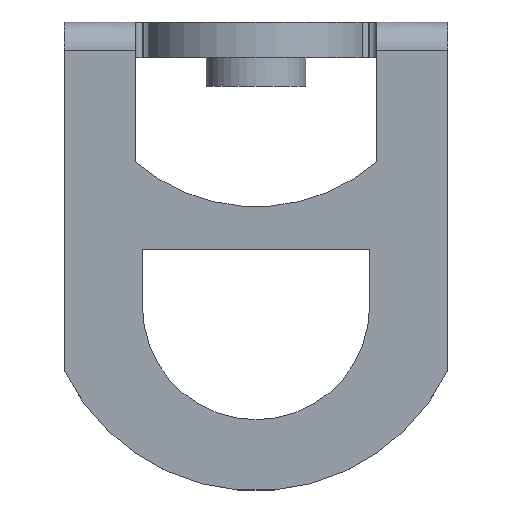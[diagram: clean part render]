
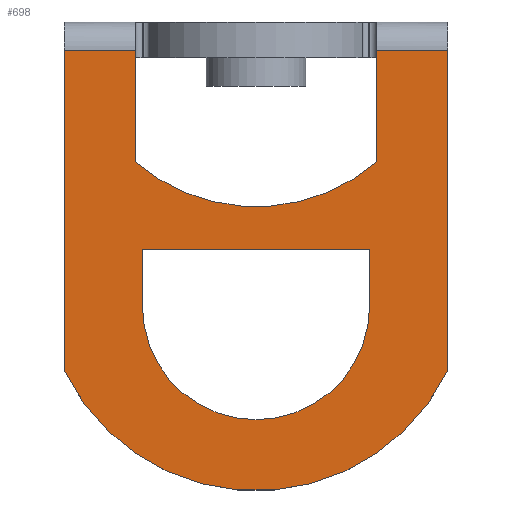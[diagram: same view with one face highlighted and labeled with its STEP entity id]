
A CAD part, top view. The second image highlights one B-rep face of the part: STEP entity #698.
In plain terms, the highlighted planar face has unit normal (0, 0, 1).
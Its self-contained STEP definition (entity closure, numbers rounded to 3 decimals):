
#4 = LINE ( 'NONE', #1061, #662 ) ;
#17 = VERTEX_POINT ( 'NONE', #164 ) ;
#19 = DIRECTION ( 'NONE',  ( 0., 1., 0. ) ) ;
#23 = CARTESIAN_POINT ( 'NONE',  ( 81.38, 246.172, 2.5 ) ) ;
#47 = ORIENTED_EDGE ( 'NONE', *, *, #340, .F. ) ;
#50 = VECTOR ( 'NONE', #19, 1000. ) ;
#53 = VERTEX_POINT ( 'NONE', #23 ) ;
#56 = VERTEX_POINT ( 'NONE', #78 ) ;
#66 = LINE ( 'NONE', #221, #96 ) ;
#78 = CARTESIAN_POINT ( 'NONE',  ( 102.88, 241.633, 2.5 ) ) ;
#81 = VERTEX_POINT ( 'NONE', #934 ) ;
#95 = CARTESIAN_POINT ( 'NONE',  ( 81.38, 0., 2.5 ) ) ;
#96 = VECTOR ( 'NONE', #275, 1000. ) ;
#111 = DIRECTION ( 'NONE',  ( 0., -1., 0. ) ) ;
#115 = EDGE_CURVE ( 'NONE', #81, #413, #4, .T. ) ;
#131 = EDGE_CURVE ( 'NONE', #1122, #81, #66, .T. ) ;
#140 = CARTESIAN_POINT ( 'NONE',  ( 89.38, 266.172, 2.5 ) ) ;
#149 = DIRECTION ( 'NONE',  ( 0., 0., 1. ) ) ;
#164 = CARTESIAN_POINT ( 'NONE',  ( 80.88, 264.172, 2.5 ) ) ;
#183 = LINE ( 'NONE', #271, #766 ) ;
#185 = AXIS2_PLACEMENT_3D ( 'NONE', #140, #186, #640 ) ;
#186 = DIRECTION ( 'NONE',  ( 0., 0., 1. ) ) ;
#207 = DIRECTION ( 'NONE',  ( 1., 0., 0. ) ) ;
#208 = DIRECTION ( 'NONE',  ( -1., 0., 0. ) ) ;
#221 = CARTESIAN_POINT ( 'NONE',  ( 97.38, 0., 2.5 ) ) ;
#237 = VERTEX_POINT ( 'NONE', #970 ) ;
#239 = ORIENTED_EDGE ( 'NONE', *, *, #310, .F. ) ;
#254 = VECTOR ( 'NONE', #111, 1000. ) ;
#269 = DIRECTION ( 'NONE',  ( 0., -1., 0. ) ) ;
#271 = CARTESIAN_POINT ( 'NONE',  ( 0., 264.172, 2.5 ) ) ;
#275 = DIRECTION ( 'NONE',  ( 0., 1., 0. ) ) ;
#284 = CARTESIAN_POINT ( 'NONE',  ( 75.88, 0., 2.5 ) ) ;
#288 = EDGE_CURVE ( 'NONE', #780, #56, #867, .T. ) ;
#310 = EDGE_CURVE ( 'NONE', #53, #1122, #985, .T. ) ;
#311 = DIRECTION ( 'NONE',  ( 1., 0., 0. ) ) ;
#317 = FACE_OUTER_BOUND ( 'NONE', #1075, .T. ) ;
#327 = DIRECTION ( 'NONE',  ( 1., 0., 0. ) ) ;
#340 = EDGE_CURVE ( 'NONE', #237, #680, #183, .T. ) ;
#353 = ORIENTED_EDGE ( 'NONE', *, *, #1059, .F. ) ;
#384 = CARTESIAN_POINT ( 'NONE',  ( 75.88, 264.172, 2.5 ) ) ;
#398 = EDGE_CURVE ( 'NONE', #476, #780, #1083, .T. ) ;
#409 = CARTESIAN_POINT ( 'NONE',  ( 81.38, 250.172, 2.5 ) ) ;
#413 = VERTEX_POINT ( 'NONE', #409 ) ;
#442 = EDGE_CURVE ( 'NONE', #680, #56, #933, .T. ) ;
#476 = VERTEX_POINT ( 'NONE', #384 ) ;
#514 = ORIENTED_EDGE ( 'NONE', *, *, #995, .F. ) ;
#536 = LINE ( 'NONE', #95, #1068 ) ;
#546 = VERTEX_POINT ( 'NONE', #1101 ) ;
#561 = CARTESIAN_POINT ( 'NONE',  ( 97.88, 0., 2.5 ) ) ;
#573 = FACE_BOUND ( 'NONE', #763, .T. ) ;
#597 = ORIENTED_EDGE ( 'NONE', *, *, #941, .F. ) ;
#628 = ORIENTED_EDGE ( 'NONE', *, *, #442, .F. ) ;
#631 = VECTOR ( 'NONE', #1052, 1000. ) ;
#634 = CARTESIAN_POINT ( 'NONE',  ( 80.88, 0., 2.5 ) ) ;
#640 = DIRECTION ( 'NONE',  ( 1., 0., 0. ) ) ;
#662 = VECTOR ( 'NONE', #208, 1000. ) ;
#670 = DIRECTION ( 'NONE',  ( 0., 1., 0. ) ) ;
#677 = ORIENTED_EDGE ( 'NONE', *, *, #1020, .T. ) ;
#680 = VERTEX_POINT ( 'NONE', #1168 ) ;
#698 = ADVANCED_FACE ( 'NONE', ( #317, #573 ), #976, .T. ) ;
#701 = LINE ( 'NONE', #561, #704 ) ;
#704 = VECTOR ( 'NONE', #670, 1000. ) ;
#709 = VERTEX_POINT ( 'NONE', #746 ) ;
#718 = CARTESIAN_POINT ( 'NONE',  ( 102.88, 0., 2.5 ) ) ;
#735 = ORIENTED_EDGE ( 'NONE', *, *, #115, .F. ) ;
#742 = LINE ( 'NONE', #634, #50 ) ;
#746 = CARTESIAN_POINT ( 'NONE',  ( 97.88, 256.336, 2.5 ) ) ;
#748 = VECTOR ( 'NONE', #207, 1000. ) ;
#763 = EDGE_LOOP ( 'NONE', ( #735, #896, #239, #785 ) ) ;
#766 = VECTOR ( 'NONE', #327, 1000. ) ;
#775 = CARTESIAN_POINT ( 'NONE',  ( 97.38, 246.172, 2.5 ) ) ;
#776 = CARTESIAN_POINT ( 'NONE',  ( 0., 0., 2.5 ) ) ;
#780 = VERTEX_POINT ( 'NONE', #861 ) ;
#783 = ORIENTED_EDGE ( 'NONE', *, *, #288, .T. ) ;
#785 = ORIENTED_EDGE ( 'NONE', *, *, #856, .F. ) ;
#843 = ORIENTED_EDGE ( 'NONE', *, *, #398, .T. ) ;
#854 = AXIS2_PLACEMENT_3D ( 'NONE', #776, #149, #311 ) ;
#856 = EDGE_CURVE ( 'NONE', #413, #53, #536, .T. ) ;
#861 = CARTESIAN_POINT ( 'NONE',  ( 75.88, 241.633, 2.5 ) ) ;
#867 = CIRCLE ( 'NONE', #974, 15. ) ;
#896 = ORIENTED_EDGE ( 'NONE', *, *, #131, .F. ) ;
#933 = LINE ( 'NONE', #718, #631 ) ;
#934 = CARTESIAN_POINT ( 'NONE',  ( 97.38, 250.172, 2.5 ) ) ;
#941 = EDGE_CURVE ( 'NONE', #546, #709, #1091, .T. ) ;
#948 = CARTESIAN_POINT ( 'NONE',  ( 0., 264.172, 2.5 ) ) ;
#970 = CARTESIAN_POINT ( 'NONE',  ( 97.88, 264.172, 2.5 ) ) ;
#971 = LINE ( 'NONE', #948, #748 ) ;
#974 = AXIS2_PLACEMENT_3D ( 'NONE', #1113, #1099, #1093 ) ;
#976 = PLANE ( 'NONE',  #854 ) ;
#985 = CIRCLE ( 'NONE', #1169, 8. ) ;
#995 = EDGE_CURVE ( 'NONE', #709, #237, #701, .T. ) ;
#997 = DIRECTION ( 'NONE',  ( 1., 0., 0. ) ) ;
#998 = DIRECTION ( 'NONE',  ( 0., 0., 1. ) ) ;
#1008 = CARTESIAN_POINT ( 'NONE',  ( 89.38, 246.172, 2.5 ) ) ;
#1020 = EDGE_CURVE ( 'NONE', #546, #17, #742, .T. ) ;
#1052 = DIRECTION ( 'NONE',  ( 0., -1., 0. ) ) ;
#1059 = EDGE_CURVE ( 'NONE', #476, #17, #971, .T. ) ;
#1061 = CARTESIAN_POINT ( 'NONE',  ( 0., 250.172, 2.5 ) ) ;
#1068 = VECTOR ( 'NONE', #269, 1000. ) ;
#1075 = EDGE_LOOP ( 'NONE', ( #628, #47, #514, #597, #677, #353, #843, #783 ) ) ;
#1083 = LINE ( 'NONE', #284, #254 ) ;
#1091 = CIRCLE ( 'NONE', #185, 13. ) ;
#1093 = DIRECTION ( 'NONE',  ( 1., 0., 0. ) ) ;
#1099 = DIRECTION ( 'NONE',  ( 0., 0., 1. ) ) ;
#1101 = CARTESIAN_POINT ( 'NONE',  ( 80.88, 256.336, 2.5 ) ) ;
#1113 = CARTESIAN_POINT ( 'NONE',  ( 89.38, 248.172, 2.5 ) ) ;
#1122 = VERTEX_POINT ( 'NONE', #775 ) ;
#1168 = CARTESIAN_POINT ( 'NONE',  ( 102.88, 264.172, 2.5 ) ) ;
#1169 = AXIS2_PLACEMENT_3D ( 'NONE', #1008, #998, #997 ) ;
